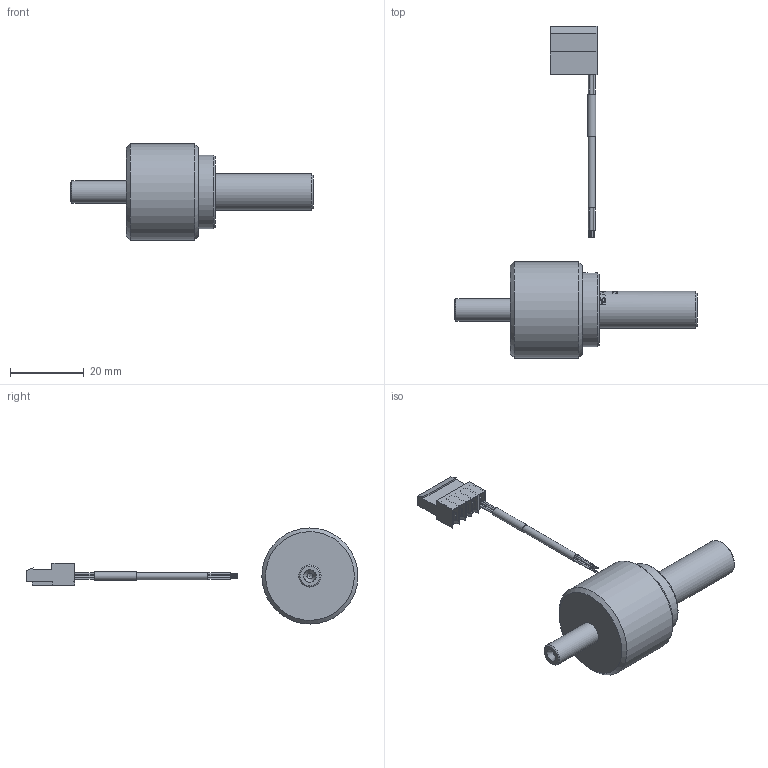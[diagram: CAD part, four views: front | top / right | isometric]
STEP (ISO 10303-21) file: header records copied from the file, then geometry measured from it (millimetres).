
FILE_DESCRIPTION (( 'STEP AP203' ), '1' );
FILE_NAME ('125-202-000-011.STEP', '2020-11-17T06:06:30', ( 'magtroladmin' ), ( 'Hewlett-Packard Company' ), 'SwSTEP 2.0', 'SolidWorks 2020', '' );
FILE_SCHEMA (( 'CONFIG_CONTROL_DESIGN' ));
Length unit declared in the file: millimetre
Products named in the file (1): 125-202-000-011
Bounding box: 65.5 x 89.76 x 26 mm (x, y, z)
Volume: 14769.8 mm3; surface area: 5546.8 mm2
Topology: 9 solids, 9 shells, 580 faces, 1519 edges, 1003 vertices
Faces by surface type: plane 297, bspline 228, cylinder 46, cone 9
Full cylindrical faces by diameter (mm): 0.25 x8, 0.5 x8, 1.6 x2, 2 x1, 2.2 x1, 2.5 x1, 3 x1, 6 x1, 10 x1, 20 x1, 26 x1
Entity records: 24838 total; most frequent: CARTESIAN_POINT 12704, ORIENTED_EDGE 2944, DIRECTION 1572, EDGE_CURVE 1472, VERTEX_POINT 991, B_SPLINE_CURVE_WITH_KNOTS 733, EDGE_LOOP 667, LINE 612
